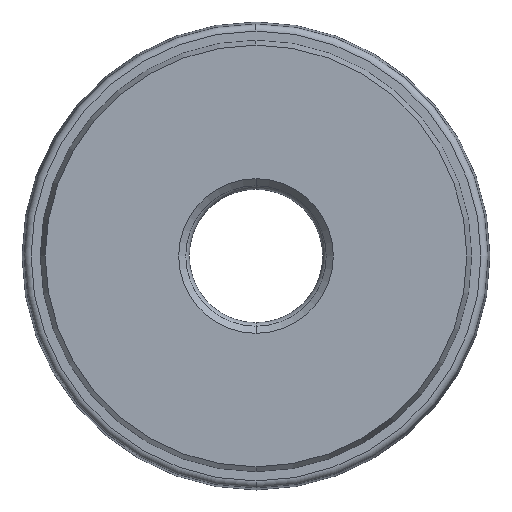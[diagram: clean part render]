
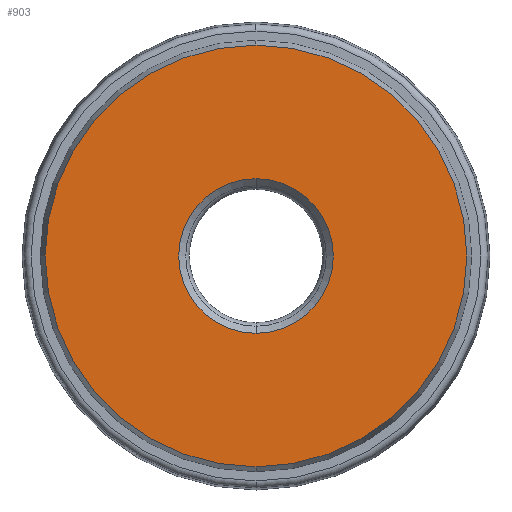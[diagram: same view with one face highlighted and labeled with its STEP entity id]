
A CAD part, left-side view. The second image highlights one B-rep face of the part: STEP entity #903.
In plain terms, the highlighted planar face has unit normal (-1, 0, 0).
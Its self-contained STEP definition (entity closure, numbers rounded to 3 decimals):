
#7 = AXIS2_PLACEMENT_3D ( 'NONE', #179, #191, #186 ) ;
#15 = AXIS2_PLACEMENT_3D ( 'NONE', #860, #852, #851 ) ;
#21 = AXIS2_PLACEMENT_3D ( 'NONE', #202, #210, #219 ) ;
#60 = AXIS2_PLACEMENT_3D ( 'NONE', #429, #419, #430 ) ;
#179 = CARTESIAN_POINT ( 'NONE',  ( 0., 0., 0. ) ) ;
#186 = DIRECTION ( 'NONE',  ( 0., 0., -1. ) ) ;
#191 = DIRECTION ( 'NONE',  ( 1., 0., 0. ) ) ;
#202 = CARTESIAN_POINT ( 'NONE',  ( 0., 0., 0. ) ) ;
#210 = DIRECTION ( 'NONE',  ( -1., 0., 0. ) ) ;
#219 = DIRECTION ( 'NONE',  ( 0., 0., 1. ) ) ;
#268 = EDGE_CURVE ( 'NONE', #1004, #1013, #1128, .T. ) ;
#272 = EDGE_CURVE ( 'NONE', #1013, #1004, #1118, .T. ) ;
#284 = EDGE_CURVE ( 'NONE', #1011, #1008, #1030, .T. ) ;
#305 = EDGE_CURVE ( 'NONE', #1008, #1011, #1032, .T. ) ;
#336 = CARTESIAN_POINT ( 'NONE',  ( 0., 0., -5.5 ) ) ;
#341 = CARTESIAN_POINT ( 'NONE',  ( 0., 5., 0. ) ) ;
#350 = PLANE ( 'NONE',  #476 ) ;
#354 = DIRECTION ( 'NONE',  ( 1., 0., 0. ) ) ;
#356 = DIRECTION ( 'NONE',  ( 0., 0., -1. ) ) ;
#367 = CARTESIAN_POINT ( 'NONE',  ( 0., 0., 5.5 ) ) ;
#381 = CARTESIAN_POINT ( 'NONE',  ( 0., 0., 15. ) ) ;
#387 = CARTESIAN_POINT ( 'NONE',  ( 0., 0., -15. ) ) ;
#419 = DIRECTION ( 'NONE',  ( 1., 0., 0. ) ) ;
#429 = CARTESIAN_POINT ( 'NONE',  ( 0., 0., 0. ) ) ;
#430 = DIRECTION ( 'NONE',  ( 0., 0., -1. ) ) ;
#476 = AXIS2_PLACEMENT_3D ( 'NONE', #341, #354, #356 ) ;
#709 = EDGE_LOOP ( 'NONE', ( #721, #728 ) ) ;
#721 = ORIENTED_EDGE ( 'NONE', *, *, #284, .T. ) ;
#728 = ORIENTED_EDGE ( 'NONE', *, *, #305, .T. ) ;
#819 = ORIENTED_EDGE ( 'NONE', *, *, #268, .T. ) ;
#820 = ORIENTED_EDGE ( 'NONE', *, *, #272, .T. ) ;
#851 = DIRECTION ( 'NONE',  ( 0., 0., 1. ) ) ;
#852 = DIRECTION ( 'NONE',  ( -1., 0., 0. ) ) ;
#860 = CARTESIAN_POINT ( 'NONE',  ( 0., 0., 0. ) ) ;
#903 = ADVANCED_FACE ( 'NONE', ( #1057, #1052 ), #350, .F. ) ;
#1004 = VERTEX_POINT ( 'NONE', #367 ) ;
#1008 = VERTEX_POINT ( 'NONE', #381 ) ;
#1011 = VERTEX_POINT ( 'NONE', #387 ) ;
#1013 = VERTEX_POINT ( 'NONE', #336 ) ;
#1030 = CIRCLE ( 'NONE', #15, 15. ) ;
#1032 = CIRCLE ( 'NONE', #21, 15. ) ;
#1052 = FACE_OUTER_BOUND ( 'NONE', #709, .T. ) ;
#1057 = FACE_BOUND ( 'NONE', #1093, .T. ) ;
#1093 = EDGE_LOOP ( 'NONE', ( #819, #820 ) ) ;
#1118 = CIRCLE ( 'NONE', #60, 5.5 ) ;
#1128 = CIRCLE ( 'NONE', #7, 5.5 ) ;
